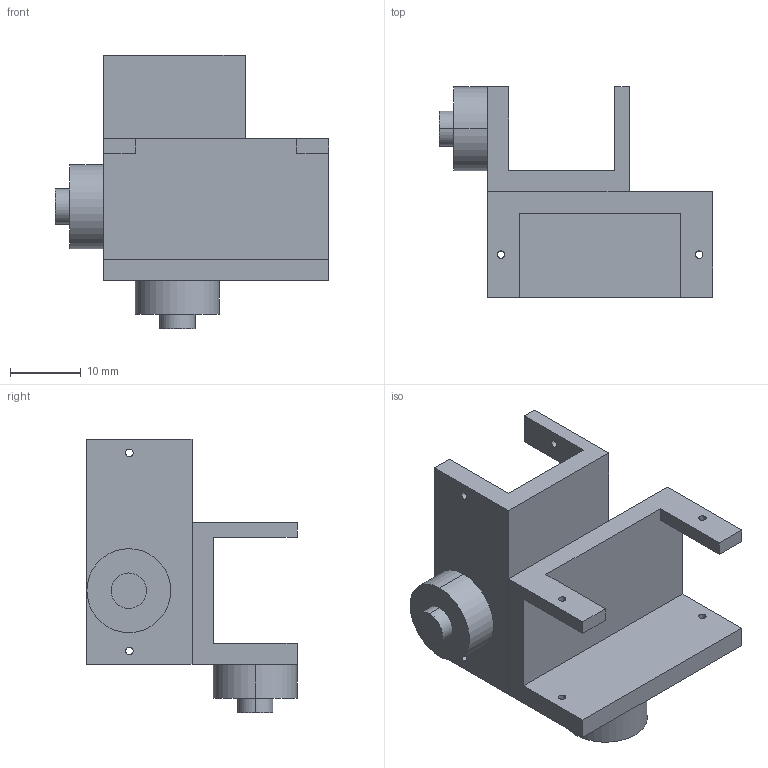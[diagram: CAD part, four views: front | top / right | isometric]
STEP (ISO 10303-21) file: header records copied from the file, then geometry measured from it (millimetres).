
FILE_DESCRIPTION (( 'STEP AP214' ), '1' );
FILE_NAME ('Khungtrongx2.STEP', '2021-11-15T16:12:42', ( '' ), ( '' ), 'SwSTEP 2.0', 'SolidWorks 2020', '' );
FILE_SCHEMA (( 'AUTOMOTIVE_DESIGN' ));
Length unit declared in the file: millimetre
Products named in the file (2): khung-trong; Khungtrongx2
Assembly tree (2 placements, depth 2):
  Khungtrongx2
    khung-trong  x2
Bounding box: 38.6 x 29.7 x 38.6 mm (x, y, z)
Volume: 7623.5 mm3; surface area: 5903.8 mm2
Topology: 2 solids, 2 shells, 56 faces, 148 edges, 98 vertices
Faces by surface type: plane 32, cylinder 24
Entity records: 965 total; most frequent: DIRECTION 165, CARTESIAN_POINT 156, ORIENTED_EDGE 148, EDGE_CURVE 74, AXIS2_PLACEMENT_3D 58, LINE 49, VECTOR 49, VERTEX_POINT 49
